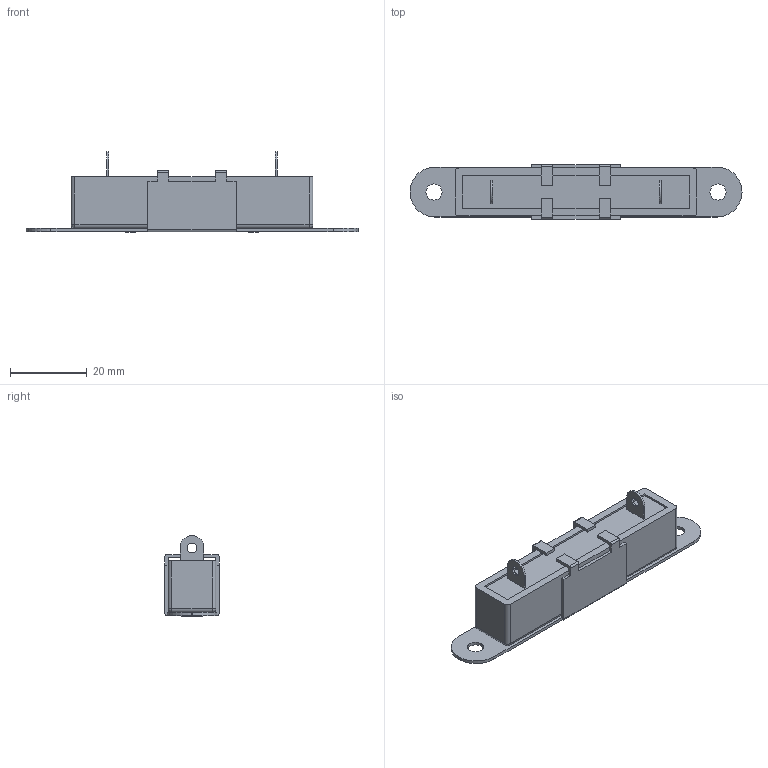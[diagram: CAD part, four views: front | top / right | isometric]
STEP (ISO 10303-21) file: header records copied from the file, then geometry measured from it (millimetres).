
FILE_DESCRIPTION (( 'STEP AP203' ), '1' );
FILE_NAME ('WPRT20SR.STEP', '2015-10-19T11:58:10', ( '' ), ( '' ), 'SwSTEP 2.0', 'SolidWorks 2015', '' );
FILE_SCHEMA (( 'CONFIG_CONTROL_DESIGN' ));
Length unit declared in the file: millimetre
Products named in the file (1): WPRT20SR
Bounding box: 86.5 x 14.1 x 21 mm (x, y, z)
Volume: 11738 mm3; surface area: 5183.2 mm2
Topology: 1 solids, 1 shells, 124 faces, 334 edges, 212 vertices
Faces by surface type: plane 90, cylinder 30, sphere 4
Entity records: 3903 total; most frequent: CARTESIAN_POINT 667, ORIENTED_EDGE 660, DIRECTION 640, EDGE_CURVE 330, VECTOR 270, LINE 270, VERTEX_POINT 212, AXIS2_PLACEMENT_3D 185
